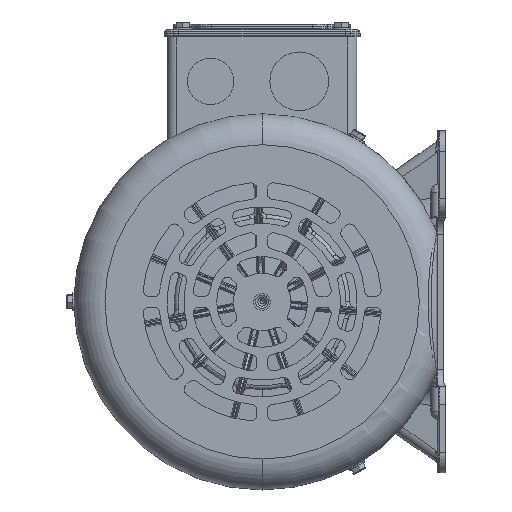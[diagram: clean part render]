
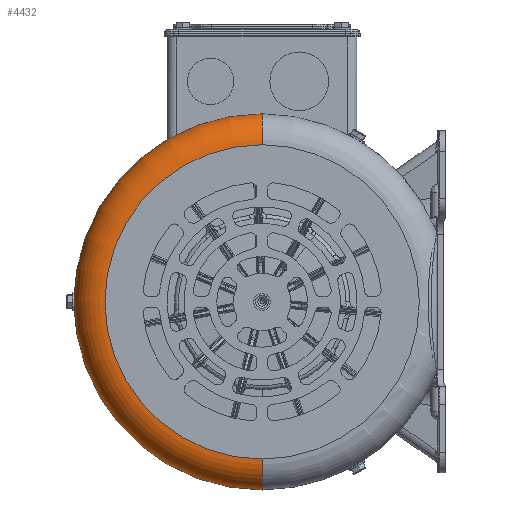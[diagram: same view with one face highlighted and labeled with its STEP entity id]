
A CAD part, left-side view. The second image highlights one B-rep face of the part: STEP entity #4432.
In plain terms, the highlighted toroidal (fillet/blend) face has major radius 76.25 mm and minor radius 15 mm.
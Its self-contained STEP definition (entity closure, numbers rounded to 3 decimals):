
#4432=ADVANCED_FACE('',(#10283),#10284,.T.);
#10283=FACE_OUTER_BOUND('',#36356,.T.);
#10284=TOROIDAL_SURFACE('',#36357,76.25,15.0);
#36356=EDGE_LOOP('',(#66108,#66109,#66110,#66111));
#36357=AXIS2_PLACEMENT_3D('',#66112,#66113,#66114);
#66108=ORIENTED_EDGE('',*,*,#83161,.T.);
#66109=ORIENTED_EDGE('',*,*,#83615,.T.);
#66110=ORIENTED_EDGE('',*,*,#83170,.F.);
#66111=ORIENTED_EDGE('',*,*,#83616,.F.);
#66112=CARTESIAN_POINT('',(-133.0,0.,0.));
#66113=DIRECTION('',(-1.0,0.,0.));
#66114=DIRECTION('',(0.,0.,1.0));
#83161=EDGE_CURVE('',#94865,#94836,#94866,.T.);
#83170=EDGE_CURVE('',#94881,#94882,#94883,.T.);
#83615=EDGE_CURVE('',#94836,#94882,#95688,.T.);
#83616=EDGE_CURVE('',#94865,#94881,#95689,.T.);
#94836=VERTEX_POINT('',#126140);
#94865=VERTEX_POINT('',#126314);
#94866=CIRCLE('',#126315,91.25);
#94881=VERTEX_POINT('',#126362);
#94882=VERTEX_POINT('',#126363);
#94883=CIRCLE('',#126364,76.25);
#95688=CIRCLE('',#127600,15.0);
#95689=CIRCLE('',#127601,15.0);
#126140=CARTESIAN_POINT('',(-133.0,0.0,-91.25));
#126314=CARTESIAN_POINT('',(-133.0,0.,91.25));
#126315=AXIS2_PLACEMENT_3D('',#151824,#151825,#151826);
#126362=CARTESIAN_POINT('',(-148.0,0.,76.25));
#126363=CARTESIAN_POINT('',(-148.0,0.,-76.25));
#126364=AXIS2_PLACEMENT_3D('',#151842,#151843,#151844);
#127600=AXIS2_PLACEMENT_3D('',#152768,#152769,#152770);
#127601=AXIS2_PLACEMENT_3D('',#152771,#152772,#152773);
#151824=CARTESIAN_POINT('',(-133.0,0.,0.));
#151825=DIRECTION('',(-1.0,0.,0.));
#151826=DIRECTION('',(0.,0.0,1.0));
#151842=CARTESIAN_POINT('',(-148.0,0.,0.));
#151843=DIRECTION('',(-1.0,0.,0.));
#151844=DIRECTION('',(0.,0.0,1.0));
#152768=CARTESIAN_POINT('',(-133.0,0.,-76.25));
#152769=DIRECTION('',(0.,1.0,0.));
#152770=DIRECTION('',(-1.0,0.,0.0));
#152771=CARTESIAN_POINT('',(-133.0,0.,76.25));
#152772=DIRECTION('',(0.,-1.0,0.));
#152773=DIRECTION('',(1.0,0.,0.0));
